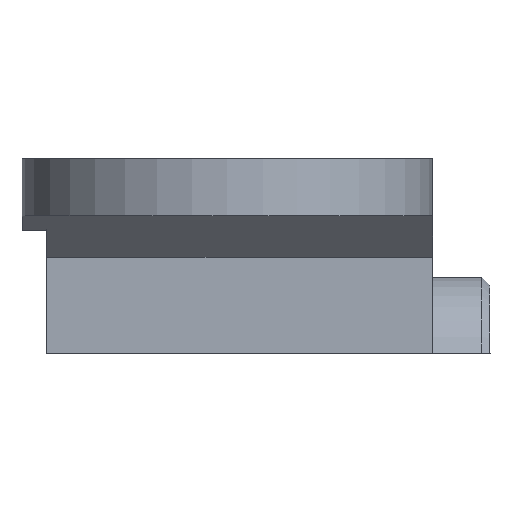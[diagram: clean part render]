
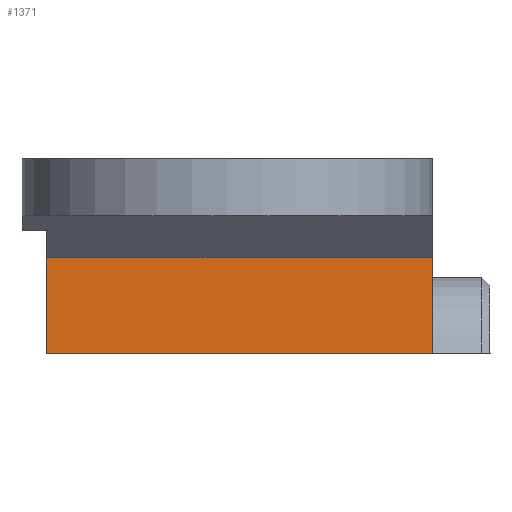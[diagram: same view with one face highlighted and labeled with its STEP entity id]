
A CAD part, front view. The second image highlights one B-rep face of the part: STEP entity #1371.
In plain terms, the highlighted planar face has unit normal (0, -1, 0).
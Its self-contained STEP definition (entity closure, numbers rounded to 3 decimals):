
#476=DIRECTION('',(0.,0.,1.));
#477=VECTOR('',#476,11.75);
#478=CARTESIAN_POINT('',(-22.,30.,-16.75));
#479=LINE('',#478,#477);
#480=DIRECTION('',(-1.,0.,0.));
#481=VECTOR('',#480,47.);
#482=CARTESIAN_POINT('',(25.,30.,-5.));
#483=LINE('',#482,#481);
#484=DIRECTION('',(0.,0.,-1.));
#485=VECTOR('',#484,11.75);
#486=CARTESIAN_POINT('',(25.,30.,-5.));
#487=LINE('',#486,#485);
#488=DIRECTION('',(-1.,0.,0.));
#489=VECTOR('',#488,47.);
#490=CARTESIAN_POINT('',(25.,30.,-16.75));
#491=LINE('',#490,#489);
#556=CARTESIAN_POINT('',(25.,30.,-5.));
#557=CARTESIAN_POINT('',(25.,30.,-16.75));
#558=VERTEX_POINT('',#556);
#559=VERTEX_POINT('',#557);
#610=CARTESIAN_POINT('',(-22.,30.,-16.75));
#611=CARTESIAN_POINT('',(-22.,30.,-5.));
#612=VERTEX_POINT('',#610);
#613=VERTEX_POINT('',#611);
#1359=CARTESIAN_POINT('',(0.,30.,0.));
#1360=DIRECTION('',(0.,1.,0.));
#1361=DIRECTION('',(0.,0.,1.));
#1362=AXIS2_PLACEMENT_3D('',#1359,#1360,#1361);
#1363=PLANE('',#1362);
#1364=ORIENTED_EDGE('',*,*,#1237,.T.);
#1366=ORIENTED_EDGE('',*,*,#1365,.F.);
#1367=ORIENTED_EDGE('',*,*,#1306,.T.);
#1368=ORIENTED_EDGE('',*,*,#1339,.T.);
#1369=EDGE_LOOP('',(#1364,#1366,#1367,#1368));
#1370=FACE_OUTER_BOUND('',#1369,.F.);
#1371=ADVANCED_FACE('',(#1370),#1363,.F.);
#1237=EDGE_CURVE('',#612,#613,#479,.T.);
#1306=EDGE_CURVE('',#558,#559,#487,.T.);
#1339=EDGE_CURVE('',#559,#612,#491,.T.);
#1365=EDGE_CURVE('',#558,#613,#483,.T.);
